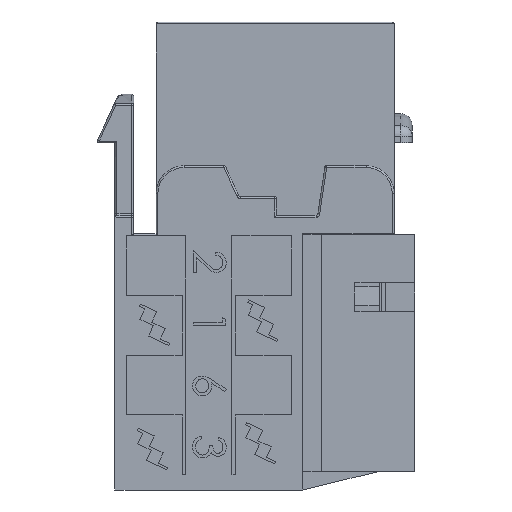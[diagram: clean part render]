
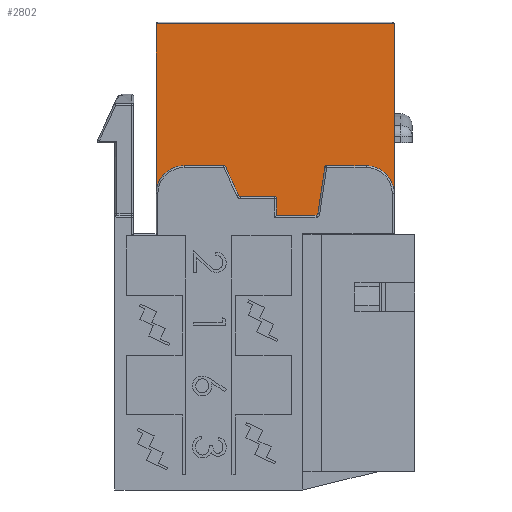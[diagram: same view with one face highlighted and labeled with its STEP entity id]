
A CAD part, left-side view. The second image highlights one B-rep face of the part: STEP entity #2802.
In plain terms, the highlighted planar face has unit normal (-1, 0, 0).
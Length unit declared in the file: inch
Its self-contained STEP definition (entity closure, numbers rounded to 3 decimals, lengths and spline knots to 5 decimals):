
#2279 = VERTEX_POINT ( 'NONE', #24930 ) ;
#2342 = EDGE_CURVE ( 'NONE', #2279, #2427, #24865, .T. ) ;
#2427 = VERTEX_POINT ( 'NONE', #25374 ) ;
#2595 = VERTEX_POINT ( 'NONE', #25725 ) ;
#2715 = VERTEX_POINT ( 'NONE', #25930 ) ;
#2725 = EDGE_CURVE ( 'NONE', #2771, #2782, #26078, .T. ) ;
#2728 = ORIENTED_EDGE ( 'NONE', *, *, #2836, .F. ) ;
#2729 = EDGE_CURVE ( 'NONE', #2773, #2782, #26051, .T. ) ;
#2762 = ORIENTED_EDGE ( 'NONE', *, *, #2832, .F. ) ;
#2763 = ORIENTED_EDGE ( 'NONE', *, *, #2804, .F. ) ;
#2764 = ORIENTED_EDGE ( 'NONE', *, *, #2769, .F. ) ;
#2766 = ORIENTED_EDGE ( 'NONE', *, *, #2796, .T. ) ;
#2769 = EDGE_CURVE ( 'NONE', #2595, #2785, #26138, .T. ) ;
#2770 = ORIENTED_EDGE ( 'NONE', *, *, #2808, .F. ) ;
#2771 = VERTEX_POINT ( 'NONE', #26140 ) ;
#2772 = ORIENTED_EDGE ( 'NONE', *, *, #2830, .T. ) ;
#2773 = VERTEX_POINT ( 'NONE', #26144 ) ;
#2774 = EDGE_CURVE ( 'NONE', #2834, #2826, #26143, .T. ) ;
#2775 = ORIENTED_EDGE ( 'NONE', *, *, #2729, .T. ) ;
#2779 = ORIENTED_EDGE ( 'NONE', *, *, #2725, .F. ) ;
#2780 = EDGE_CURVE ( 'NONE', #2815, #2800, #26146, .T. ) ;
#2781 = ORIENTED_EDGE ( 'NONE', *, *, #2822, .F. ) ;
#2782 = VERTEX_POINT ( 'NONE', #26089 ) ;
#2785 = VERTEX_POINT ( 'NONE', #26128 ) ;
#2796 = EDGE_CURVE ( 'NONE', #2835, #2785, #26165, .T. ) ;
#2799 = ORIENTED_EDGE ( 'NONE', *, *, #2342, .T. ) ;
#2800 = VERTEX_POINT ( 'NONE', #26200 ) ;
#2802 = ADVANCED_FACE ( 'NONE', ( #26171 ), #26201, .T. ) ;
#2804 = EDGE_CURVE ( 'NONE', #2835, #2826, #26191, .T. ) ;
#2806 = EDGE_LOOP ( 'NONE', ( #2799, #2821, #2811, #2816, #2781, #2812, #2770, #2775, #2779, #2772, #2728, #2762, #2829, #2763, #2766, #2764, #2876 ) ) ;
#2808 = EDGE_CURVE ( 'NONE', #2773, #2800, #26215, .T. ) ;
#2809 = VERTEX_POINT ( 'NONE', #26211 ) ;
#2810 = EDGE_CURVE ( 'NONE', #2838, #2814, #26187, .T. ) ;
#2811 = ORIENTED_EDGE ( 'NONE', *, *, #2813, .F. ) ;
#2812 = ORIENTED_EDGE ( 'NONE', *, *, #2780, .T. ) ;
#2813 = EDGE_CURVE ( 'NONE', #2814, #2715, #26257, .T. ) ;
#2814 = VERTEX_POINT ( 'NONE', #26256 ) ;
#2815 = VERTEX_POINT ( 'NONE', #26255 ) ;
#2816 = ORIENTED_EDGE ( 'NONE', *, *, #2810, .F. ) ;
#2821 = ORIENTED_EDGE ( 'NONE', *, *, #2860, .T. ) ;
#2822 = EDGE_CURVE ( 'NONE', #2815, #2838, #26241, .T. ) ;
#2826 = VERTEX_POINT ( 'NONE', #26295 ) ;
#2828 = VERTEX_POINT ( 'NONE', #26294 ) ;
#2829 = ORIENTED_EDGE ( 'NONE', *, *, #2774, .T. ) ;
#2830 = EDGE_CURVE ( 'NONE', #2771, #2828, #26292, .T. ) ;
#2832 = EDGE_CURVE ( 'NONE', #2834, #2809, #26281, .T. ) ;
#2834 = VERTEX_POINT ( 'NONE', #26272 ) ;
#2835 = VERTEX_POINT ( 'NONE', #26269 ) ;
#2836 = EDGE_CURVE ( 'NONE', #2809, #2828, #26278, .T. ) ;
#2838 = VERTEX_POINT ( 'NONE', #26279 ) ;
#2860 = EDGE_CURVE ( 'NONE', #2427, #2715, #26303, .T. ) ;
#2872 = EDGE_CURVE ( 'NONE', #2279, #2595, #26349, .T. ) ;
#2876 = ORIENTED_EDGE ( 'NONE', *, *, #2872, .F. ) ;
#24842 = DIRECTION ( 'NONE',  ( 0., 0., 1. ) ) ;
#24865 = LINE ( 'NONE', #24879, #24887 ) ;
#24879 = CARTESIAN_POINT ( 'NONE',  ( -0.288, -0.319, -0.554 ) ) ;
#24887 = VECTOR ( 'NONE', #24842, 39.37008 ) ;
#24930 = CARTESIAN_POINT ( 'NONE',  ( -0.288, -0.319, -0.46 ) ) ;
#25374 = CARTESIAN_POINT ( 'NONE',  ( -0.288, -0.319, -0.005 ) ) ;
#25725 = CARTESIAN_POINT ( 'NONE',  ( -0.288, -0.244, -0.385 ) ) ;
#25823 = DIRECTION ( 'NONE',  ( 0., 0., 1. ) ) ;
#25824 = DIRECTION ( 'NONE',  ( -1., 0., 0. ) ) ;
#25930 = CARTESIAN_POINT ( 'NONE',  ( -0.288, 0.319, -0.005 ) ) ;
#26051 = CIRCLE ( 'NONE', #26054, 0.005 ) ;
#26052 = VECTOR ( 'NONE', #26068, 39.37008 ) ;
#26053 = CARTESIAN_POINT ( 'NONE',  ( -0.288, 0.09279, -0.463 ) ) ;
#26054 = AXIS2_PLACEMENT_3D ( 'NONE', #26053, #25824, #25823 ) ;
#26068 = DIRECTION ( 'NONE',  ( 0., 1., 0. ) ) ;
#26069 = CARTESIAN_POINT ( 'NONE',  ( -0.288, 0.096, -0.468 ) ) ;
#26078 = LINE ( 'NONE', #26069, #26052 ) ;
#26089 = CARTESIAN_POINT ( 'NONE',  ( -0.288, 0.09279, -0.468 ) ) ;
#26123 = DIRECTION ( 'NONE',  ( 0., 0., 1. ) ) ;
#26124 = DIRECTION ( 'NONE',  ( 1., 0., 0. ) ) ;
#26125 = CARTESIAN_POINT ( 'NONE',  ( -0.288, 0.13721, -0.39 ) ) ;
#26126 = AXIS2_PLACEMENT_3D ( 'NONE', #26125, #26124, #26123 ) ;
#26127 = DIRECTION ( 'NONE',  ( 1., 0., 0. ) ) ;
#26128 = CARTESIAN_POINT ( 'NONE',  ( -0.288, -0.1383, -0.385 ) ) ;
#26131 = DIRECTION ( 'NONE',  ( 0., 0., 1. ) ) ;
#26132 = DIRECTION ( 'NONE',  ( -1., 0., 0. ) ) ;
#26133 = CARTESIAN_POINT ( 'NONE',  ( -0.288, -0.1097, -0.513 ) ) ;
#26134 = AXIS2_PLACEMENT_3D ( 'NONE', #26133, #26132, #26131 ) ;
#26135 = DIRECTION ( 'NONE',  ( 0., 1., 0. ) ) ;
#26136 = VECTOR ( 'NONE', #26135, 39.37008 ) ;
#26137 = CARTESIAN_POINT ( 'NONE',  ( -0.288, -0.134, -0.385 ) ) ;
#26138 = LINE ( 'NONE', #26137, #26136 ) ;
#26140 = CARTESIAN_POINT ( 'NONE',  ( -0.288, 0.001, -0.468 ) ) ;
#26143 = CIRCLE ( 'NONE', #26134, 0.005 ) ;
#26144 = CARTESIAN_POINT ( 'NONE',  ( -0.288, 0.09734, -0.46508 ) ) ;
#26146 = CIRCLE ( 'NONE', #26126, 0.005 ) ;
#26154 = AXIS2_PLACEMENT_3D ( 'NONE', #26198, #26197, #26189 ) ;
#26157 = DIRECTION ( 'NONE',  ( 0., 0., 1. ) ) ;
#26163 = AXIS2_PLACEMENT_3D ( 'NONE', #26172, #26127, #26157 ) ;
#26165 = CIRCLE ( 'NONE', #26163, 0.005 ) ;
#26171 = FACE_OUTER_BOUND ( 'NONE', #2806, .T. ) ;
#26172 = CARTESIAN_POINT ( 'NONE',  ( -0.288, -0.1383, -0.39 ) ) ;
#26185 = DIRECTION ( 'NONE',  ( 0., 0.149, -0.989 ) ) ;
#26186 = VECTOR ( 'NONE', #26185, 39.37008 ) ;
#26187 = CIRCLE ( 'NONE', #26216, 0.075 ) ;
#26188 = CARTESIAN_POINT ( 'NONE',  ( -0.288, 0.244, -0.46 ) ) ;
#26189 = DIRECTION ( 'NONE',  ( 0., 0., 1. ) ) ;
#26190 = CARTESIAN_POINT ( 'NONE',  ( -0.288, -0.114, -0.518 ) ) ;
#26191 = LINE ( 'NONE', #26190, #26186 ) ;
#26197 = DIRECTION ( 'NONE',  ( -1., 0., 0. ) ) ;
#26198 = CARTESIAN_POINT ( 'NONE',  ( -0.288, 0.319, -0.554 ) ) ;
#26200 = CARTESIAN_POINT ( 'NONE',  ( -0.288, 0.13266, -0.38792 ) ) ;
#26201 = PLANE ( 'NONE',  #26154 ) ;
#26208 = DIRECTION ( 'NONE',  ( 0., 0.416, 0.909 ) ) ;
#26209 = VECTOR ( 'NONE', #26208, 39.37008 ) ;
#26210 = CARTESIAN_POINT ( 'NONE',  ( -0.288, 0.096, -0.468 ) ) ;
#26211 = CARTESIAN_POINT ( 'NONE',  ( -0.288, -0.004, -0.518 ) ) ;
#26215 = LINE ( 'NONE', #26210, #26209 ) ;
#26216 = AXIS2_PLACEMENT_3D ( 'NONE', #26188, #26259, #26258 ) ;
#26232 = DIRECTION ( 'NONE',  ( 0., 0., 1. ) ) ;
#26233 = CARTESIAN_POINT ( 'NONE',  ( -0.288, 0.319, -0.554 ) ) ;
#26237 = CARTESIAN_POINT ( 'NONE',  ( -0.288, 0.001, -0.473 ) ) ;
#26239 = DIRECTION ( 'NONE',  ( 0., 1., 0. ) ) ;
#26241 = LINE ( 'NONE', #26245, #26253 ) ;
#26245 = CARTESIAN_POINT ( 'NONE',  ( -0.288, 0.244, -0.385 ) ) ;
#26253 = VECTOR ( 'NONE', #26239, 39.37008 ) ;
#26254 = VECTOR ( 'NONE', #26232, 39.37008 ) ;
#26255 = CARTESIAN_POINT ( 'NONE',  ( -0.288, 0.13721, -0.385 ) ) ;
#26256 = CARTESIAN_POINT ( 'NONE',  ( -0.288, 0.319, -0.46 ) ) ;
#26257 = LINE ( 'NONE', #26233, #26254 ) ;
#26258 = DIRECTION ( 'NONE',  ( 0., 0., 1. ) ) ;
#26259 = DIRECTION ( 'NONE',  ( -1., 0., 0. ) ) ;
#26264 = DIRECTION ( 'NONE',  ( 0., 0., 1. ) ) ;
#26265 = VECTOR ( 'NONE', #26264, 39.37008 ) ;
#26266 = CARTESIAN_POINT ( 'NONE',  ( -0.288, -0.004, -0.468 ) ) ;
#26269 = CARTESIAN_POINT ( 'NONE',  ( -0.288, -0.13336, -0.38926 ) ) ;
#26272 = CARTESIAN_POINT ( 'NONE',  ( -0.288, -0.1097, -0.518 ) ) ;
#26276 = DIRECTION ( 'NONE',  ( 0., 1., 0. ) ) ;
#26277 = VECTOR ( 'NONE', #26276, 39.37008 ) ;
#26278 = LINE ( 'NONE', #26266, #26265 ) ;
#26279 = CARTESIAN_POINT ( 'NONE',  ( -0.288, 0.244, -0.385 ) ) ;
#26280 = CARTESIAN_POINT ( 'NONE',  ( -0.288, -0.004, -0.518 ) ) ;
#26281 = LINE ( 'NONE', #26280, #26277 ) ;
#26286 = DIRECTION ( 'NONE',  ( 0., 0., 1. ) ) ;
#26287 = DIRECTION ( 'NONE',  ( 1., 0., 0. ) ) ;
#26288 = AXIS2_PLACEMENT_3D ( 'NONE', #26237, #26287, #26286 ) ;
#26292 = CIRCLE ( 'NONE', #26288, 0.005 ) ;
#26294 = CARTESIAN_POINT ( 'NONE',  ( -0.288, -0.004, -0.473 ) ) ;
#26295 = CARTESIAN_POINT ( 'NONE',  ( -0.288, -0.11464, -0.51374 ) ) ;
#26300 = DIRECTION ( 'NONE',  ( 0., 1., 0. ) ) ;
#26301 = VECTOR ( 'NONE', #26300, 39.37008 ) ;
#26302 = CARTESIAN_POINT ( 'NONE',  ( -0.288, 0.319, -0.005 ) ) ;
#26303 = LINE ( 'NONE', #26302, #26301 ) ;
#26346 = DIRECTION ( 'NONE',  ( 0., 0., -1. ) ) ;
#26347 = DIRECTION ( 'NONE',  ( -1., 0., 0. ) ) ;
#26348 = AXIS2_PLACEMENT_3D ( 'NONE', #26355, #26347, #26346 ) ;
#26349 = CIRCLE ( 'NONE', #26348, 0.075 ) ;
#26355 = CARTESIAN_POINT ( 'NONE',  ( -0.288, -0.244, -0.46 ) ) ;
